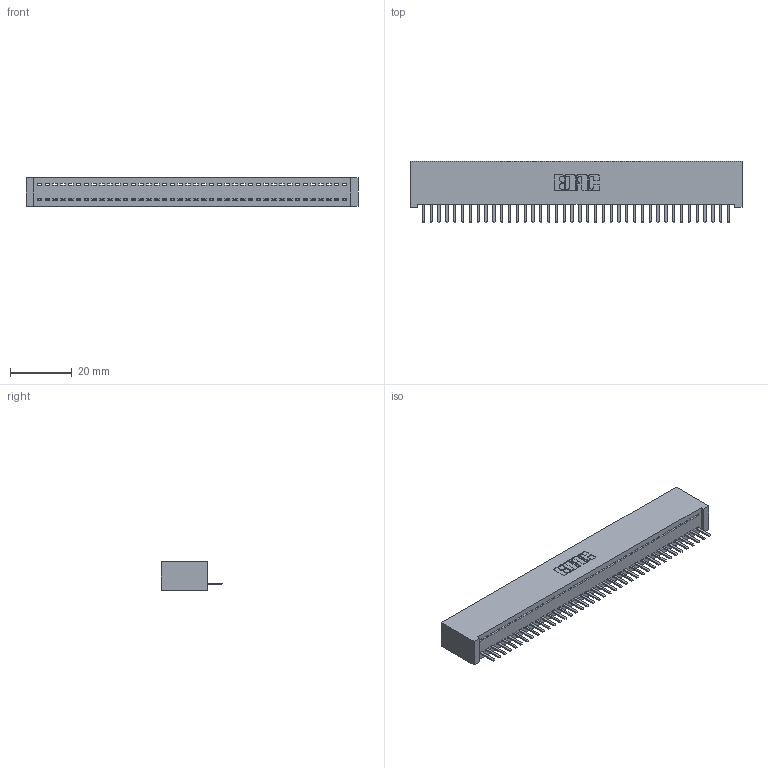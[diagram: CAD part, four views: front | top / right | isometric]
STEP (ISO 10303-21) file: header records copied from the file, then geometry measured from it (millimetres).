
FILE_DESCRIPTION (( 'STEP AP203' ), '1' );
FILE_NAME ('392-040-520-101.STEP', '2018-08-16T11:44:03', ( '' ), ( '' ), 'SwSTEP 2.0', 'SolidWorks 2016', '' );
FILE_SCHEMA (( 'CONFIG_CONTROL_DESIGN' ));
Length unit declared in the file: inch
Products named in the file (3): 345-292-001_345-293-120; 392-040-520-101; 342 Part_Lugless
Assembly tree (41 placements, depth 2):
  392-040-520-101
    342 Part_Lugless
    345-292-001_345-293-120  x40
Bounding box: 107.85 x 20.02 x 9.4 mm (x, y, z)
Volume: 9742.7 mm3; surface area: 14224.7 mm2
Topology: 41 solids, 41 shells, 2582 faces, 7635 edges, 4982 vertices
Faces by surface type: plane 1822, cylinder 760
Entity records: 24417 total; most frequent: CARTESIAN_POINT 4230, ORIENTED_EDGE 4194, DIRECTION 3553, EDGE_CURVE 2097, LINE 1973, VECTOR 1973, VERTEX_POINT 1394, AXIS2_PLACEMENT_3D 790
